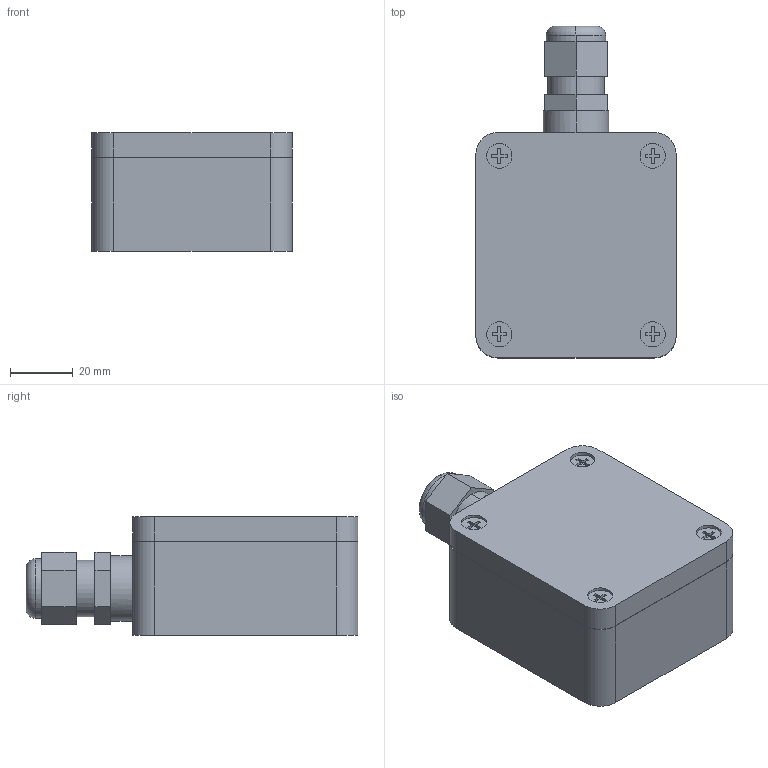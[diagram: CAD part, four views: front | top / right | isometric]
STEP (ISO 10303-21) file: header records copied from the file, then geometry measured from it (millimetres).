
FILE_DESCRIPTION (( 'STEP AP214' ), '1' );
FILE_NAME ('TSO-1-PT100 Äàò÷èê òåìïåðàòóðû íàðóæíûé PT100.STEP', '2020-08-12T10:54:52', ( '' ), ( '' ), 'SwSTEP 2.0', 'SolidWorks 2017', '' );
FILE_SCHEMA (( 'AUTOMOTIVE_DESIGN' ));
Length unit declared in the file: millimetre
Products named in the file (1): TSO-1-PT100 Äàò÷èê òåìïåðàòóðû íàðóæíûé PT100
Bounding box: 64 x 106 x 38 mm (x, y, z)
Volume: 85923.6 mm3; surface area: 42746.6 mm2
Topology: 2 solids, 2 shells, 227 faces, 550 edges, 354 vertices
Faces by surface type: plane 183, cylinder 42, torus 2
Entity records: 6633 total; most frequent: CARTESIAN_POINT 1132, DIRECTION 1130, ORIENTED_EDGE 1100, EDGE_CURVE 550, VECTOR 426, LINE 426, VERTEX_POINT 354, AXIS2_PLACEMENT_3D 352
